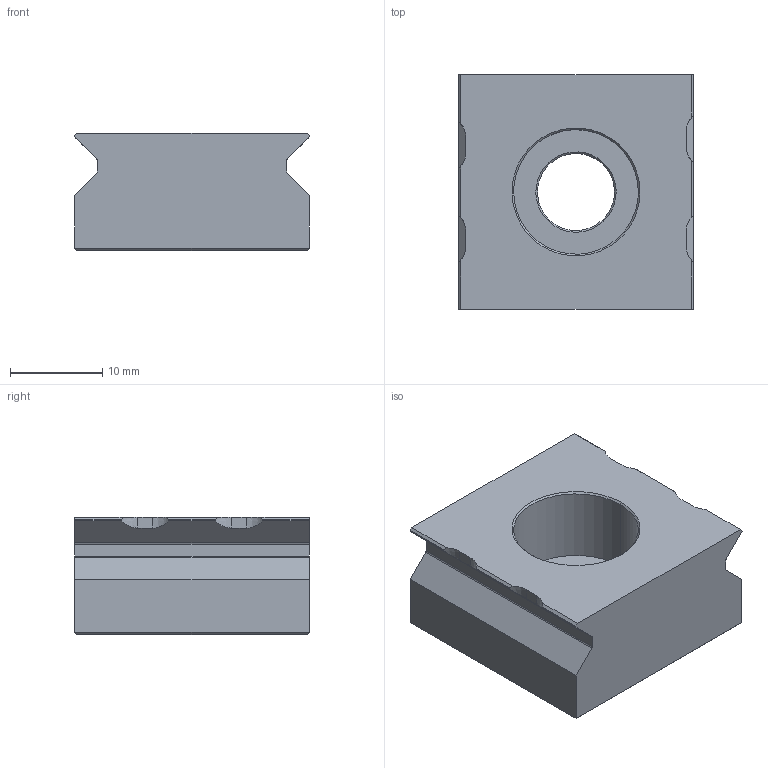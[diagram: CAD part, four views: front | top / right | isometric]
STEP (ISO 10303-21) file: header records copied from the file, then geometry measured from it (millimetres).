
FILE_DESCRIPTION (( 'STEP AP203' ), '1' );
FILE_NAME ('MiteeBite-33150.STEP', '2015-02-09T10:22:35', ( 'Windows User' ), ( '' ), 'SwSTEP 2.0', 'SolidWorks 2015', '' );
FILE_SCHEMA (( 'CONFIG_CONTROL_DESIGN' ));
Length unit declared in the file: inch
Products named in the file (1): MiteeBite-33150
Bounding box: 25.4 x 25.4 x 12.7 mm (x, y, z)
Volume: 6264.3 mm3; surface area: 2956.8 mm2
Topology: 1 solids, 1 shells, 55 faces, 146 edges, 94 vertices
Faces by surface type: plane 33, bspline 22
Entity records: 2201 total; most frequent: CARTESIAN_POINT 1044, ORIENTED_EDGE 292, EDGE_CURVE 146, DIRECTION 128, VERTEX_POINT 94, LINE 60, VECTOR 60, EDGE_LOOP 58
